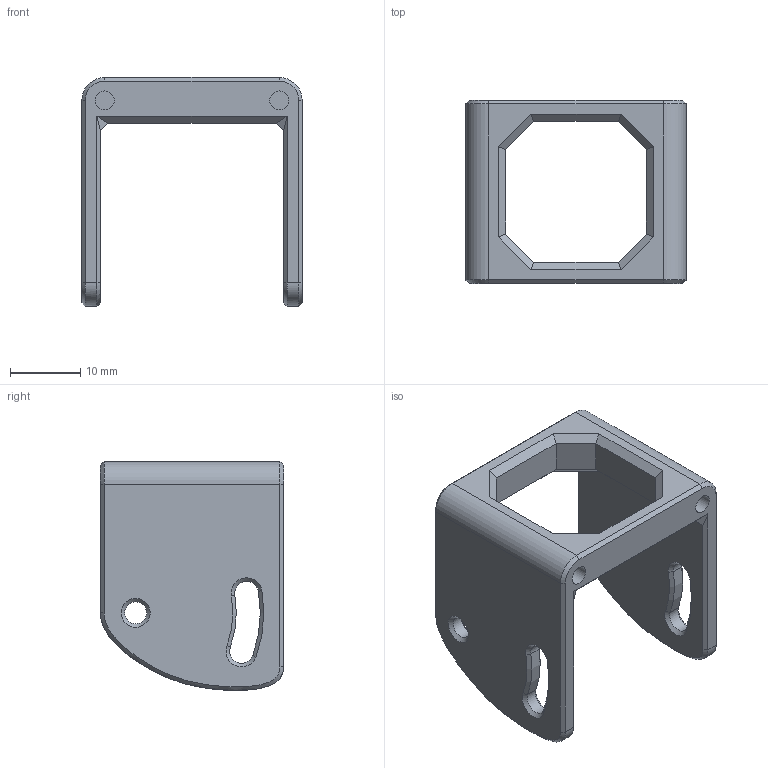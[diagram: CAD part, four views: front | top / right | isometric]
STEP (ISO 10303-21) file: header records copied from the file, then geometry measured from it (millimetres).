
FILE_DESCRIPTION(/* description */ (''),/* implementation_level */ '2;1');
FILE_NAME(/* name */ 'adjustable_camera_shroud_mount_w_lens.step',/* time_stamp */ '2023-04-30T21:19:14+03:00',/* author */ (''),/* organization */ (''),/* preprocessor_version */ 'ST-DEVELOPER v19.2',/* originating_system */ 'Autodesk Translation Framework v12.4.0.73',/* authorisation */ '');
FILE_SCHEMA (('AUTOMOTIVE_DESIGN { 1 0 10303 214 3 1 1 }'));
Length unit declared in the file: millimetre
Products named in the file (1): adjustable_camera_shroud_mount_w_lens
Bounding box: 31.3 x 26 x 32.53 mm (x, y, z)
Volume: 5558.2 mm3; surface area: 4668.1 mm2
Topology: 1 solids, 1 shells, 100 faces, 218 edges, 124 vertices
Faces by surface type: plane 54, cone 24, cylinder 16, bspline 6
Full cylindrical faces by diameter (mm): 2.7 x4, 3.1 x2
Entity records: 3204 total; most frequent: CARTESIAN_POINT 977, DIRECTION 456, ORIENTED_EDGE 436, EDGE_CURVE 218, LINE 154, VECTOR 154, AXIS2_PLACEMENT_3D 151, VERTEX_POINT 124
